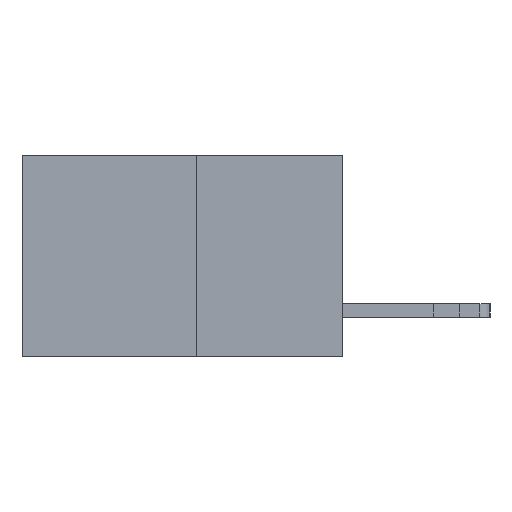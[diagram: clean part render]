
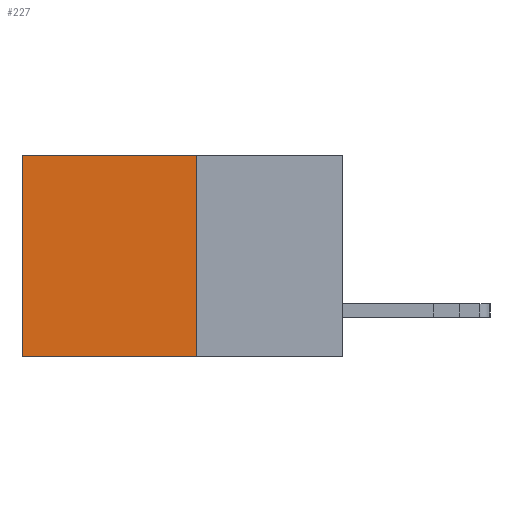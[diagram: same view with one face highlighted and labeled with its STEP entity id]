
A CAD part, left-side view. The second image highlights one B-rep face of the part: STEP entity #227.
In plain terms, the highlighted planar face has unit normal (-1, 0, 0).
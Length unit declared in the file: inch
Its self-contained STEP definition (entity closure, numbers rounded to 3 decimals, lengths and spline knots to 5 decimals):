
#227 = ADVANCED_FACE ( 'NONE', ( #5971 ), #1718, .F. ) ;
#391 = CARTESIAN_POINT ( 'NONE',  ( 0.277, 0.27, -0.37 ) ) ;
#1718 = PLANE ( 'NONE',  #6332 ) ;
#1732 = CARTESIAN_POINT ( 'NONE',  ( 0.277, 0.27, 0. ) ) ;
#1757 = VERTEX_POINT ( 'NONE', #6188 ) ;
#2327 = VECTOR ( 'NONE', #9600, 39.37008 ) ;
#2857 = VECTOR ( 'NONE', #8557, 39.37008 ) ;
#2921 = CARTESIAN_POINT ( 'NONE',  ( 0.277, 0.27, 0. ) ) ;
#3017 = LINE ( 'NONE', #4180, #5920 ) ;
#3473 = DIRECTION ( 'NONE',  ( 1., 0., 0. ) ) ;
#3616 = CARTESIAN_POINT ( 'NONE',  ( 0.277, 0.59, 0. ) ) ;
#3636 = CARTESIAN_POINT ( 'NONE',  ( 0.277, 0.27, -0.37 ) ) ;
#3954 = DIRECTION ( 'NONE',  ( 0., 0., -1. ) ) ;
#4180 = CARTESIAN_POINT ( 'NONE',  ( 0.277, 0.27, -0.37 ) ) ;
#4288 = CARTESIAN_POINT ( 'NONE',  ( 0.277, 0.59, -0.37 ) ) ;
#4330 = VERTEX_POINT ( 'NONE', #3616 ) ;
#5157 = DIRECTION ( 'NONE',  ( 0., 1., 0. ) ) ;
#5920 = VECTOR ( 'NONE', #5157, 39.37008 ) ;
#5971 = FACE_OUTER_BOUND ( 'NONE', #12480, .T. ) ;
#6158 = VERTEX_POINT ( 'NONE', #391 ) ;
#6188 = CARTESIAN_POINT ( 'NONE',  ( 0.277, 0.59, -0.37 ) ) ;
#6332 = AXIS2_PLACEMENT_3D ( 'NONE', #3636, #3473, #3954 ) ;
#6694 = ORIENTED_EDGE ( 'NONE', *, *, #10821, .F. ) ;
#7332 = EDGE_CURVE ( 'NONE', #7480, #6158, #11072, .T. ) ;
#7480 = VERTEX_POINT ( 'NONE', #2921 ) ;
#7692 = ORIENTED_EDGE ( 'NONE', *, *, #11741, .T. ) ;
#8118 = EDGE_CURVE ( 'NONE', #4330, #1757, #10003, .T. ) ;
#8222 = CARTESIAN_POINT ( 'NONE',  ( 0.277, 0.27, -0.37 ) ) ;
#8481 = ORIENTED_EDGE ( 'NONE', *, *, #8118, .T. ) ;
#8557 = DIRECTION ( 'NONE',  ( 0., 1., 0. ) ) ;
#8741 = ORIENTED_EDGE ( 'NONE', *, *, #7332, .F. ) ;
#9600 = DIRECTION ( 'NONE',  ( 0., 0., -1. ) ) ;
#10003 = LINE ( 'NONE', #4288, #2327 ) ;
#10487 = DIRECTION ( 'NONE',  ( 0., 0., -1. ) ) ;
#10821 = EDGE_CURVE ( 'NONE', #6158, #1757, #3017, .T. ) ;
#11072 = LINE ( 'NONE', #8222, #11375 ) ;
#11375 = VECTOR ( 'NONE', #10487, 39.37008 ) ;
#11741 = EDGE_CURVE ( 'NONE', #7480, #4330, #12442, .T. ) ;
#12442 = LINE ( 'NONE', #1732, #2857 ) ;
#12480 = EDGE_LOOP ( 'NONE', ( #8481, #6694, #8741, #7692 ) ) ;
